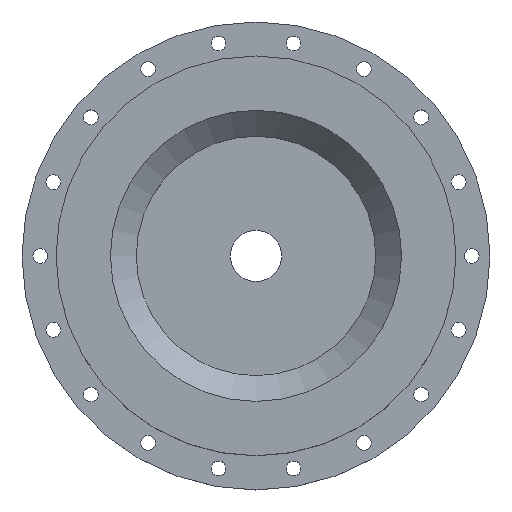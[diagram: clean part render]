
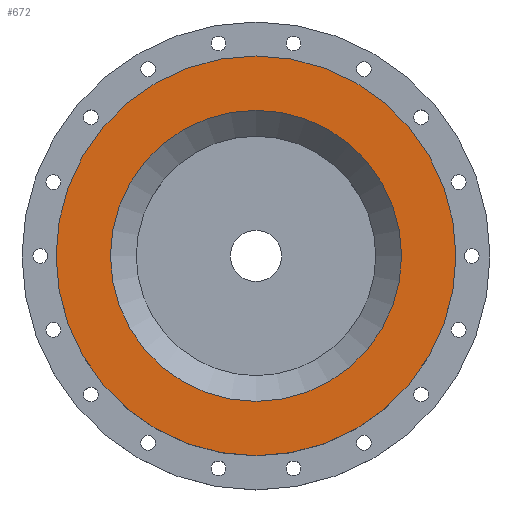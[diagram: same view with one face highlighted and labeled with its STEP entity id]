
A CAD part, top view. The second image highlights one B-rep face of the part: STEP entity #672.
In plain terms, the highlighted planar face has unit normal (0, 0, 1).
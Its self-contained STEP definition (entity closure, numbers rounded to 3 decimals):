
#51=FACE_BOUND('',#161,.T.);
#97=PLANE('',#745);
#116=FACE_OUTER_BOUND('',#160,.T.);
#160=EDGE_LOOP('',(#530));
#161=EDGE_LOOP('',(#531));
#299=CIRCLE('',#739,54.25);
#300=CIRCLE('',#741,39.5);
#356=VERTEX_POINT('',#1086);
#357=VERTEX_POINT('',#1090);
#419=EDGE_CURVE('',#356,#356,#299,.T.);
#421=EDGE_CURVE('',#357,#357,#300,.T.);
#530=ORIENTED_EDGE('',*,*,#419,.T.);
#531=ORIENTED_EDGE('',*,*,#421,.F.);
#672=ADVANCED_FACE('',(#116,#51),#97,.T.);
#739=AXIS2_PLACEMENT_3D('',#1087,#873,#874);
#741=AXIS2_PLACEMENT_3D('',#1091,#878,#879);
#745=AXIS2_PLACEMENT_3D('',#1099,#888,#889);
#873=DIRECTION('center_axis',(0.,0.,1.));
#874=DIRECTION('ref_axis',(-1.,0.,0.));
#878=DIRECTION('center_axis',(0.,0.,1.));
#879=DIRECTION('ref_axis',(-1.,0.,0.));
#888=DIRECTION('center_axis',(0.,0.,1.));
#889=DIRECTION('ref_axis',(-1.,0.,0.));
#1086=CARTESIAN_POINT('',(54.25,0.,25.));
#1087=CARTESIAN_POINT('Origin',(0.,0.,25.));
#1090=CARTESIAN_POINT('',(39.5,0.,25.));
#1091=CARTESIAN_POINT('Origin',(0.,0.,25.));
#1099=CARTESIAN_POINT('Origin',(0.,0.,25.));
